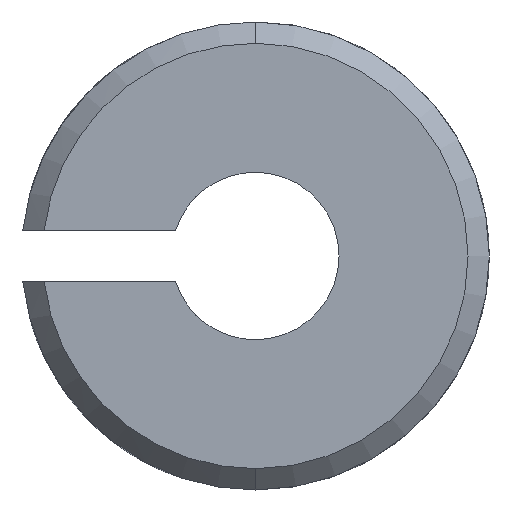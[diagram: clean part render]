
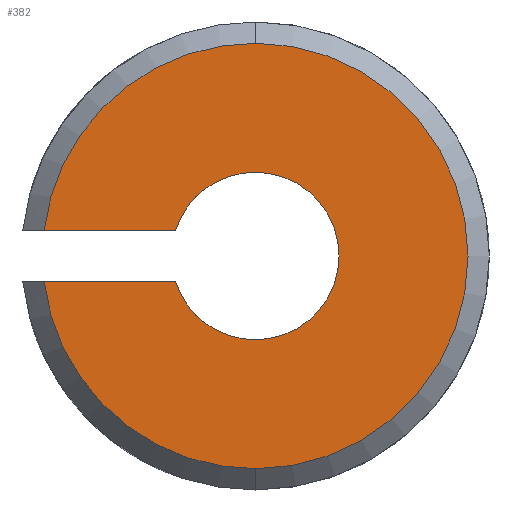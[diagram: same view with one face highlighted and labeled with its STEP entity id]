
A CAD part, front view. The second image highlights one B-rep face of the part: STEP entity #382.
In plain terms, the highlighted planar face has unit normal (0, -1, 0).
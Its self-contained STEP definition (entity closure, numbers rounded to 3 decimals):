
#3 = EDGE_CURVE ( 'NONE', #866, #574, #752, .T. ) ;
#28 = VECTOR ( 'NONE', #407, 1000. ) ;
#54 = CARTESIAN_POINT ( 'NONE',  ( 0., 0., 0. ) ) ;
#70 = LINE ( 'NONE', #240, #28 ) ;
#77 = CARTESIAN_POINT ( 'NONE',  ( -2.381, 0., -0.762 ) ) ;
#83 = CARTESIAN_POINT ( 'NONE',  ( 0., 0., 0. ) ) ;
#95 = VERTEX_POINT ( 'NONE', #907 ) ;
#96 = CARTESIAN_POINT ( 'NONE',  ( -2.381, 0., 0.762 ) ) ;
#117 = PLANE ( 'NONE',  #916 ) ;
#123 = DIRECTION ( 'NONE',  ( 0., 1., 0. ) ) ;
#126 = DIRECTION ( 'NONE',  ( 0., 0., 1. ) ) ;
#131 = VERTEX_POINT ( 'NONE', #295 ) ;
#148 = DIRECTION ( 'NONE',  ( 0., 0., 1. ) ) ;
#169 = AXIS2_PLACEMENT_3D ( 'NONE', #394, #305, #303 ) ;
#171 = ORIENTED_EDGE ( 'NONE', *, *, #1037, .T. ) ;
#240 = CARTESIAN_POINT ( 'NONE',  ( -6.943, 0., 0.762 ) ) ;
#256 = CARTESIAN_POINT ( 'NONE',  ( 0., 0., 0. ) ) ;
#263 = CIRCLE ( 'NONE', #169, 6.35 ) ;
#279 = LINE ( 'NONE', #1052, #972 ) ;
#282 = DIRECTION ( 'NONE',  ( 0., 1., 0. ) ) ;
#283 = DIRECTION ( 'NONE',  ( 0., 1., 0. ) ) ;
#293 = CARTESIAN_POINT ( 'NONE',  ( 0., 0., 0. ) ) ;
#295 = CARTESIAN_POINT ( 'NONE',  ( 0., 0., -6.35 ) ) ;
#303 = DIRECTION ( 'NONE',  ( 0., 0., 1. ) ) ;
#305 = DIRECTION ( 'NONE',  ( 0., -1., 0. ) ) ;
#321 = CIRCLE ( 'NONE', #1016, 6.35 ) ;
#326 = CARTESIAN_POINT ( 'NONE',  ( 0., 0., 2.5 ) ) ;
#329 = CARTESIAN_POINT ( 'NONE',  ( 0., 0., 0. ) ) ;
#348 = EDGE_LOOP ( 'NONE', ( #399, #171, #473, #908, #945, #664, #977, #802 ) ) ;
#356 = DIRECTION ( 'NONE',  ( 0., 0., 1. ) ) ;
#369 = EDGE_CURVE ( 'NONE', #574, #431, #814, .T. ) ;
#382 = ADVANCED_FACE ( 'NONE', ( #987 ), #117, .F. ) ;
#392 = DIRECTION ( 'NONE',  ( 0., 0., 1. ) ) ;
#393 = AXIS2_PLACEMENT_3D ( 'NONE', #1006, #1090, #919 ) ;
#394 = CARTESIAN_POINT ( 'NONE',  ( 0., 0., 0. ) ) ;
#395 = DIRECTION ( 'NONE',  ( 0., -1., 0. ) ) ;
#397 = DIRECTION ( 'NONE',  ( 0., 0., 1. ) ) ;
#399 = ORIENTED_EDGE ( 'NONE', *, *, #493, .T. ) ;
#407 = DIRECTION ( 'NONE',  ( 1., 0., 0. ) ) ;
#431 = VERTEX_POINT ( 'NONE', #962 ) ;
#473 = ORIENTED_EDGE ( 'NONE', *, *, #563, .T. ) ;
#493 = EDGE_CURVE ( 'NONE', #938, #816, #279, .T. ) ;
#520 = EDGE_CURVE ( 'NONE', #431, #938, #839, .T. ) ;
#563 = EDGE_CURVE ( 'NONE', #131, #715, #321, .T. ) ;
#574 = VERTEX_POINT ( 'NONE', #326 ) ;
#599 = DIRECTION ( 'NONE',  ( 0., 1., 0. ) ) ;
#659 = CARTESIAN_POINT ( 'NONE',  ( 0., 0., 6.35 ) ) ;
#664 = ORIENTED_EDGE ( 'NONE', *, *, #3, .T. ) ;
#692 = AXIS2_PLACEMENT_3D ( 'NONE', #293, #282, #392 ) ;
#715 = VERTEX_POINT ( 'NONE', #659 ) ;
#752 = CIRCLE ( 'NONE', #692, 2.5 ) ;
#802 = ORIENTED_EDGE ( 'NONE', *, *, #520, .T. ) ;
#814 = CIRCLE ( 'NONE', #1011, 2.5 ) ;
#816 = VERTEX_POINT ( 'NONE', #946 ) ;
#839 = CIRCLE ( 'NONE', #955, 2.5 ) ;
#866 = VERTEX_POINT ( 'NONE', #96 ) ;
#895 = EDGE_CURVE ( 'NONE', #95, #866, #70, .T. ) ;
#907 = CARTESIAN_POINT ( 'NONE',  ( -6.304, 0., 0.762 ) ) ;
#908 = ORIENTED_EDGE ( 'NONE', *, *, #1089, .T. ) ;
#916 = AXIS2_PLACEMENT_3D ( 'NONE', #54, #123, #126 ) ;
#919 = DIRECTION ( 'NONE',  ( 0., 0., 1. ) ) ;
#938 = VERTEX_POINT ( 'NONE', #77 ) ;
#945 = ORIENTED_EDGE ( 'NONE', *, *, #895, .T. ) ;
#946 = CARTESIAN_POINT ( 'NONE',  ( -6.304, 0., -0.762 ) ) ;
#955 = AXIS2_PLACEMENT_3D ( 'NONE', #83, #599, #148 ) ;
#959 = DIRECTION ( 'NONE',  ( -1., 0., 0. ) ) ;
#962 = CARTESIAN_POINT ( 'NONE',  ( 0., 0., -2.5 ) ) ;
#972 = VECTOR ( 'NONE', #959, 1000. ) ;
#977 = ORIENTED_EDGE ( 'NONE', *, *, #369, .T. ) ;
#987 = FACE_OUTER_BOUND ( 'NONE', #348, .T. ) ;
#1006 = CARTESIAN_POINT ( 'NONE',  ( 0., 0., 0. ) ) ;
#1011 = AXIS2_PLACEMENT_3D ( 'NONE', #256, #283, #356 ) ;
#1016 = AXIS2_PLACEMENT_3D ( 'NONE', #329, #395, #397 ) ;
#1037 = EDGE_CURVE ( 'NONE', #816, #131, #263, .T. ) ;
#1045 = CIRCLE ( 'NONE', #393, 6.35 ) ;
#1052 = CARTESIAN_POINT ( 'NONE',  ( -2.381, 0., -0.762 ) ) ;
#1089 = EDGE_CURVE ( 'NONE', #715, #95, #1045, .T. ) ;
#1090 = DIRECTION ( 'NONE',  ( 0., -1., 0. ) ) ;
